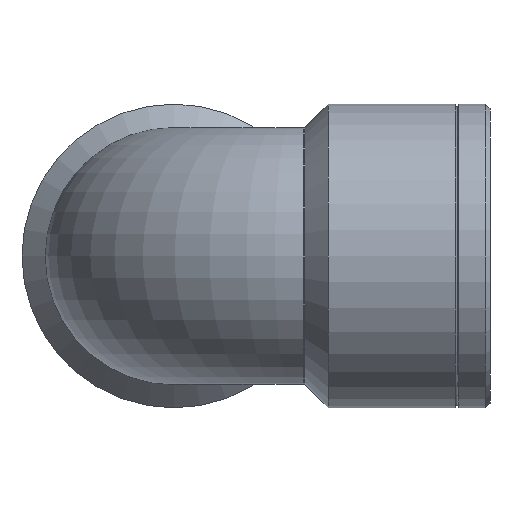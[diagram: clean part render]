
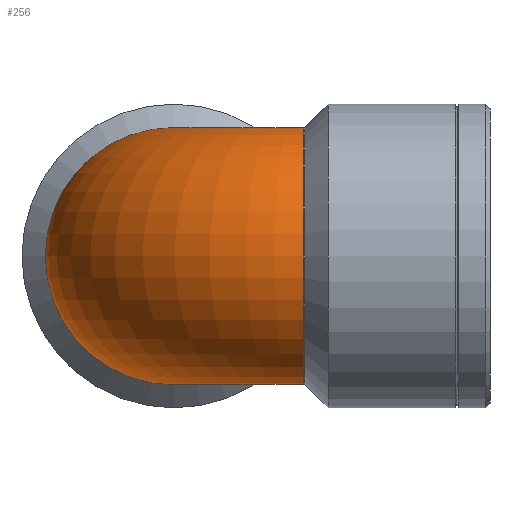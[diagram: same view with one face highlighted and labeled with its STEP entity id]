
A CAD part, front view. The second image highlights one B-rep face of the part: STEP entity #256.
In plain terms, the highlighted toroidal (fillet/blend) face has major radius 16.85 mm and minor radius 16.66 mm.
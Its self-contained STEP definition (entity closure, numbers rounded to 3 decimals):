
#38=FACE_BOUND('',#88,.T.);
#62=FACE_OUTER_BOUND('',#87,.T.);
#87=EDGE_LOOP('',(#207));
#88=EDGE_LOOP('',(#208));
#135=CIRCLE('',#285,16.66);
#136=CIRCLE('',#286,16.66);
#159=VERTEX_POINT('',#434);
#160=VERTEX_POINT('',#436);
#183=EDGE_CURVE('',#159,#159,#135,.T.);
#184=EDGE_CURVE('',#160,#160,#136,.T.);
#207=ORIENTED_EDGE('',*,*,#183,.F.);
#208=ORIENTED_EDGE('',*,*,#184,.F.);
#254=TOROIDAL_SURFACE('',#284,16.85,16.66);
#256=ADVANCED_FACE('',(#62,#38),#254,.T.);
#284=AXIS2_PLACEMENT_3D('',#433,#337,#338);
#285=AXIS2_PLACEMENT_3D('',#435,#339,#340);
#286=AXIS2_PLACEMENT_3D('',#437,#341,#342);
#337=DIRECTION('center_axis',(0.,0.,1.));
#338=DIRECTION('ref_axis',(1.,0.,0.));
#339=DIRECTION('center_axis',(1.,0.,0.));
#340=DIRECTION('ref_axis',(0.,0.,-1.));
#341=DIRECTION('center_axis',(0.,1.,0.));
#342=DIRECTION('ref_axis',(0.,0.,-1.));
#433=CARTESIAN_POINT('Origin',(16.85,16.85,0.));
#434=CARTESIAN_POINT('',(16.85,0.,16.66));
#435=CARTESIAN_POINT('Origin',(16.85,0.,0.));
#436=CARTESIAN_POINT('',(16.66,16.85,0.));
#437=CARTESIAN_POINT('Origin',(0.,16.85,0.));
